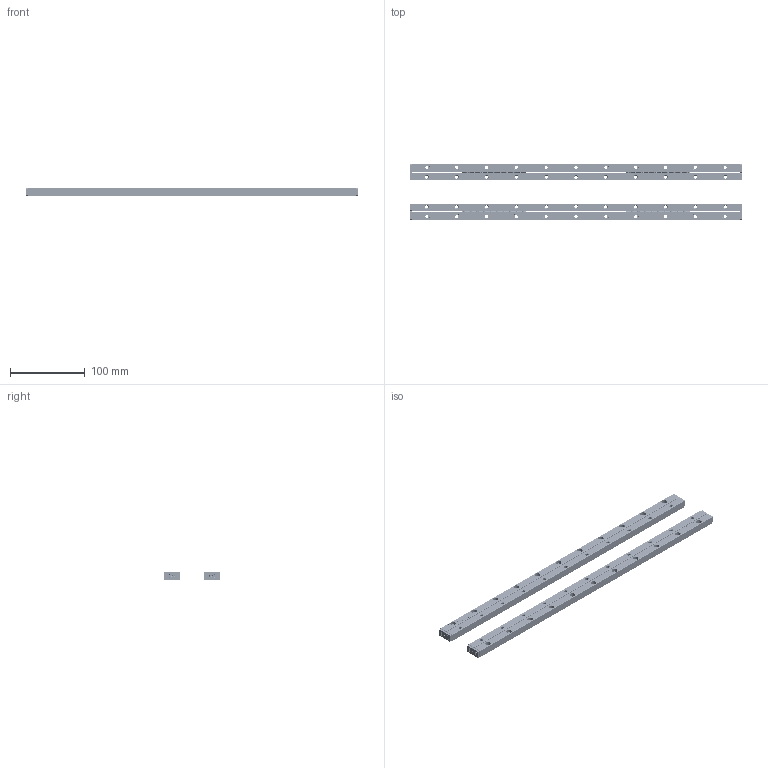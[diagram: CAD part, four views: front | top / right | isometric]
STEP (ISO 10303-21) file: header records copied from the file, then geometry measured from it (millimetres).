
FILE_DESCRIPTION(/* description */ (''),/* implementation_level */ '2;1');
FILE_NAME(/* name */ 'Set RSDE-4440x68KRE_stp.stp',/* time_stamp */ '2025-04-16T14:03:12+02:00',/* author */ (''),/* organization */ (''),/* preprocessor_version */ 'ST-DEVELOPER v16.7',/* originating_system */ 'SIEMENS PLM Software NX 12.0',/* authorisation */ '');
FILE_SCHEMA (('AUTOMOTIVE_DESIGN { 1 0 10303 214 3 1 1 1 }'));
Products named in the file (1): Set RSDE-4440x68KRE_stp
Bounding box: 445.1 x 75 x 11 mm (x, y, z)
Volume: 186502.3 mm3; surface area: 103354.2 mm2
Topology: 104 solids, 104 shells, 4768 faces, 12800 edges, 8348 vertices
Faces by surface type: plane 1948, cylinder 1564, torus 616, bspline 360, cone 280
Full cylindrical faces by diameter (mm): 0.5 x320, 2 x76, 2.6 x8, 3 x8, 3.2 x16, 4 x76, 4.2 x44, 7.5 x44
Entity records: 158399 total; most frequent: CARTESIAN_POINT 33381, DIRECTION 24150, ORIENTED_EDGE 23256, EDGE_CURVE 11628, AXIS2_PLACEMENT_3D 9209, VERTEX_POINT 8056, EDGE_LOOP 6476, LINE 5732
